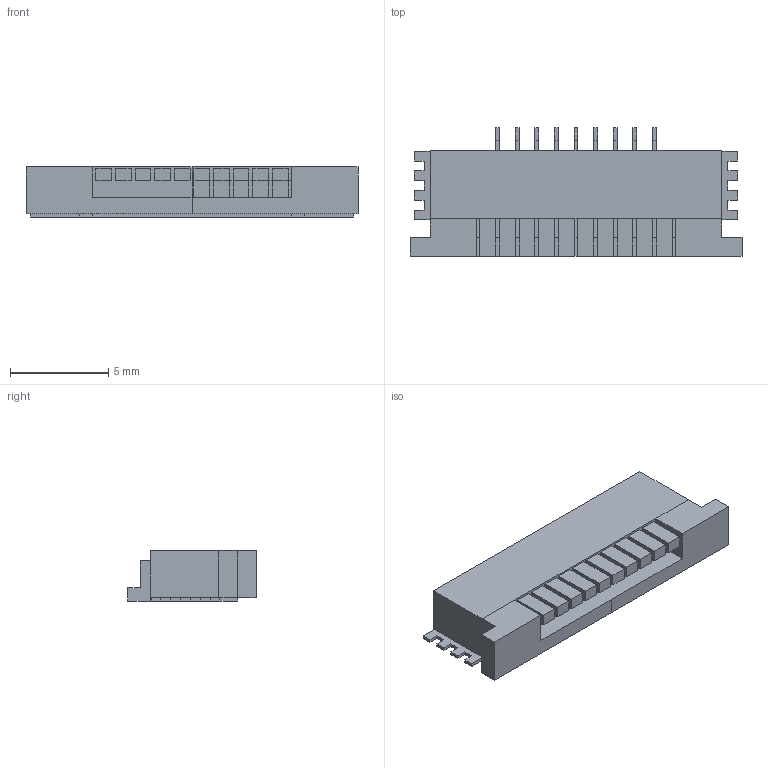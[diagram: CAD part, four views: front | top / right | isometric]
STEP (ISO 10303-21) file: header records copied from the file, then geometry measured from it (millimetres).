
FILE_DESCRIPTION(/* description */ ('model of TE_84953-9_1x09-1MP_P1.0mm_Horizontal'),/* implementation_level */ '2;1');
FILE_NAME(/* name */ 'TE_84953-9_1x09-1MP_P1.0mm_Horizontal.step',/* time_stamp */ '2019-12-30T03:04:11',/* author */ ('Anton Lysak',''),/* organization */ (''),/* preprocessor_version */ '',/* originating_system */ '',/* authorisation */ '');
FILE_SCHEMA(('AUTOMOTIVE_DESIGN { 1 0 10303 214 1 1 1 1 }'));
Length unit declared in the file: millimetre
Products named in the file (1): TE_84953_9
Bounding box: 16.92 x 6.54 x 2.56 mm (x, y, z)
Volume: 189.2 mm3; surface area: 377.5 mm2
Topology: 1 solids, 1 shells, 189 faces, 503 edges, 321 vertices
Faces by surface type: plane 174, extrusion 15
Entity records: 7014 total; most frequent: CARTESIAN_POINT 1060, ORIENTED_EDGE 1006, DIRECTION 837, EDGE_CURVE 503, VECTOR 487, LINE 472, VERTEX_POINT 321, FACE_BOUND 194
